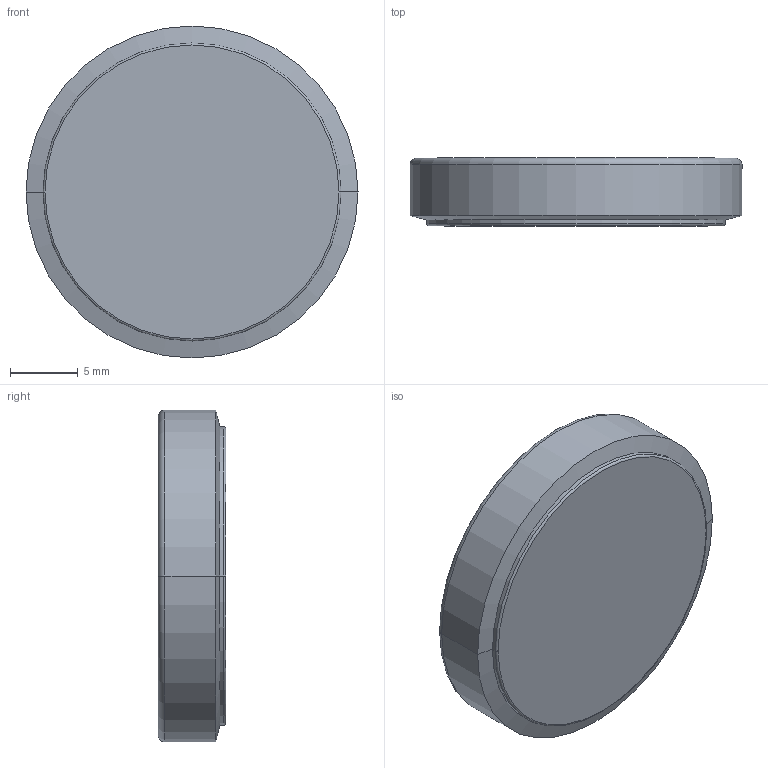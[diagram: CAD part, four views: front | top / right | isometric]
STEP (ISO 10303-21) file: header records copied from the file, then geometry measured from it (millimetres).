
FILE_DESCRIPTION (( 'STEP AP214' ), '1' );
FILE_NAME ('CR2450.STEP', '2023-11-24T03:58:14', ( '' ), ( '' ), 'SwSTEP 2.0', 'SolidWorks 2021', '' );
FILE_SCHEMA (( 'AUTOMOTIVE_DESIGN' ));
Length unit declared in the file: millimetre
Products named in the file (1): CR2450
Bounding box: 24.5 x 5 x 24.5 mm (x, y, z)
Volume: 2297.3 mm3; surface area: 1284.4 mm2
Topology: 1 solids, 1 shells, 25 faces, 58 edges, 36 vertices
Faces by surface type: plane 15, torus 4, cylinder 4, cone 2
Entity records: 738 total; most frequent: DIRECTION 126, CARTESIAN_POINT 120, ORIENTED_EDGE 116, EDGE_CURVE 58, VECTOR 42, AXIS2_PLACEMENT_3D 42, LINE 42, VERTEX_POINT 36
